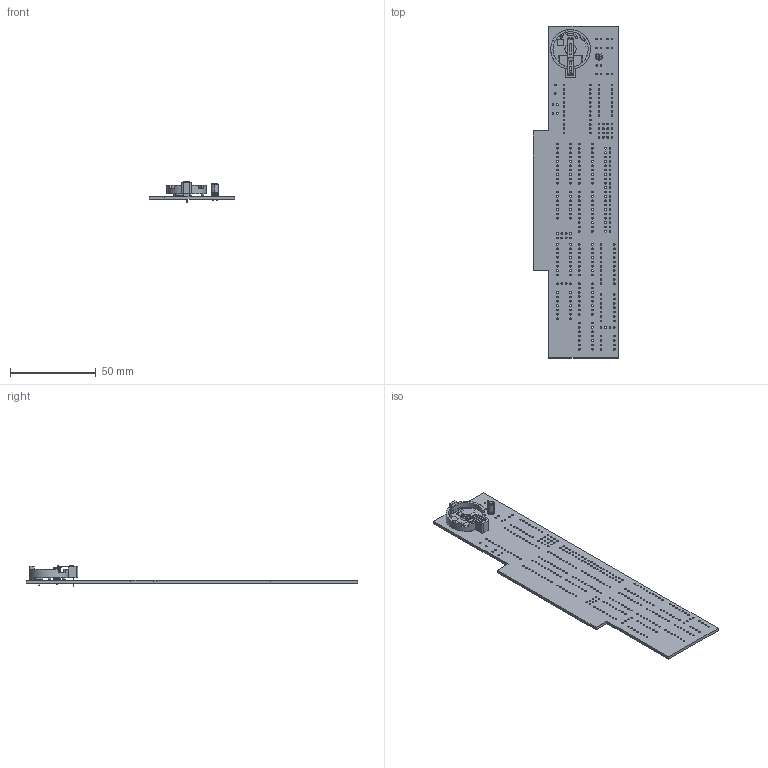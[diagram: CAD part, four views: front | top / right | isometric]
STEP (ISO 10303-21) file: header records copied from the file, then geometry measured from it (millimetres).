
FILE_DESCRIPTION(('Open CASCADE Model'),'2;1');
FILE_NAME('Open CASCADE Shape Model','2025-02-13T15:29:24',('Author'),( 'Open CASCADE'),'Open CASCADE STEP processor 6.5','Open CASCADE 6.5' ,'Unknown');
FILE_SCHEMA(('AUTOMOTIVE_DESIGN { 1 0 10303 214 1 1 1 1 }'));
Length unit declared in the file: millimetre
Products named in the file (6): PCB; Board; C2; El-d4-h7-F2.54; P1; BH-25T
Assembly tree (5 placements, depth 3):
  PCB
    Board
    C2
      El-d4-h7-F2.54
    P1
      BH-25T
Bounding box: 49.53 x 193.04 x 12 mm (x, y, z)
Volume: 15164 mm3; surface area: 21311.9 mm2
Topology: 3 solids, 7 shells, 638 faces, 1836 edges, 1212 vertices
Faces by surface type: cylinder 438, plane 153, torus 42, bspline 3, cone 2
Full cylindrical faces by diameter (mm): 0.8 x2, 0.9 x2, 0.965 x322, 1 x2
Entity records: 51354 total; most frequent: CARTESIAN_POINT 13052, DIRECTION 6856, ORIENTED_EDGE 3618, PCURVE 3618, DEFINITIONAL_REPRESENTATION 3618, LINE 2848, VECTOR 2848, EDGE_CURVE 1836
